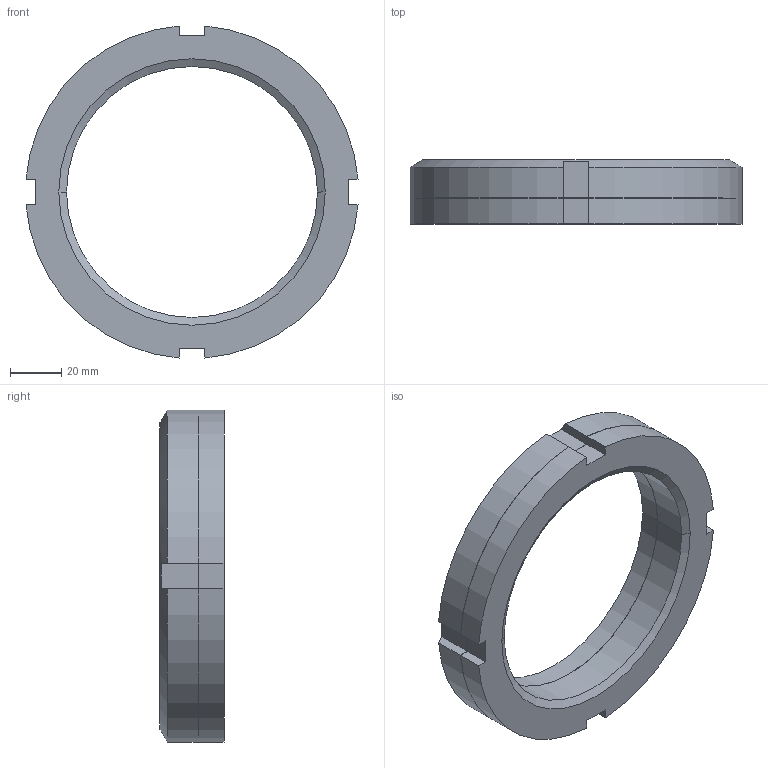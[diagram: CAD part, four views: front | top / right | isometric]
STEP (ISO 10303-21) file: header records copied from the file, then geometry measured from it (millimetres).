
FILE_DESCRIPTION((''),'2;1');
FILE_NAME('1RTHN1003____0','2019-10-29T15:34:28',('kim.bk'),(''),'CREO PARAMETRIC BY PTC INC, 2019010','CREO PARAMETRIC BY PTC INC, 2019010','');
FILE_SCHEMA(('CONFIG_CONTROL_DESIGN'));
Length unit declared in the file: millimetre
Products named in the file (1): 1RTHN1003____0
Bounding box: 129.61 x 25 x 129.61 mm (x, y, z)
Volume: 134483.3 mm3; surface area: 42086.6 mm2
Topology: 2 solids, 2 shells, 412 faces, 1157 edges, 770 vertices
Faces by surface type: plane 390, cylinder 12, cone 10
Entity records: 13095 total; most frequent: CARTESIAN_POINT 2391, ORIENTED_EDGE 2314, DIRECTION 2005, EDGE_CURVE 1157, VECTOR 1105, LINE 1105, VERTEX_POINT 770, AXIS2_PLACEMENT_3D 450
